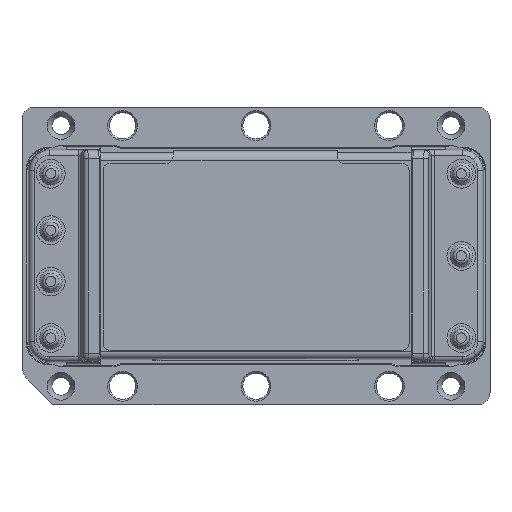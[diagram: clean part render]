
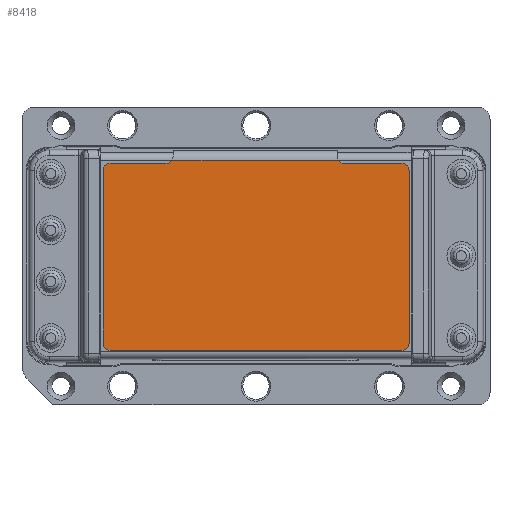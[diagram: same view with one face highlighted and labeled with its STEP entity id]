
A CAD part, top view. The second image highlights one B-rep face of the part: STEP entity #8418.
In plain terms, the highlighted planar face has unit normal (0, 0, 1).
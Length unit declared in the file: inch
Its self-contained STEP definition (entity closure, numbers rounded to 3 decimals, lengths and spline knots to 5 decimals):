
#351 = DIRECTION ( 'NONE',  ( 0., 0., 1. ) ) ;
#352 = CARTESIAN_POINT ( 'NONE',  ( 0.37966, 0.91735, 0.07319 ) ) ;
#353 = AXIS2_PLACEMENT_3D ( 'NONE', #352, #351, #405 ) ;
#356 = CARTESIAN_POINT ( 'NONE',  ( 0.09966, 0.95235, 0.07319 ) ) ;
#361 = CIRCLE ( 'NONE', #353, 0.035 ) ;
#363 = DIRECTION ( 'NONE',  ( 1., 0., 0. ) ) ;
#364 = DIRECTION ( 'NONE',  ( 0., 0., 1. ) ) ;
#365 = CARTESIAN_POINT ( 'NONE',  ( 0.37966, 0.07735, 0.07319 ) ) ;
#366 = AXIS2_PLACEMENT_3D ( 'NONE', #365, #364, #363 ) ;
#377 = CIRCLE ( 'NONE', #366, 0.035 ) ;
#405 = DIRECTION ( 'NONE',  ( 1., 0., 0. ) ) ;
#431 = DIRECTION ( 'NONE',  ( -1., 0., 0. ) ) ;
#432 = VECTOR ( 'NONE', #431, 39.37008 ) ;
#433 = CARTESIAN_POINT ( 'NONE',  ( 0.37966, 0.95235, 0.07319 ) ) ;
#434 = LINE ( 'NONE', #433, #432 ) ;
#437 = CARTESIAN_POINT ( 'NONE',  ( 0.41466, 0.91735, 0.07319 ) ) ;
#481 = CIRCLE ( 'NONE', #506, 0.035 ) ;
#482 = CARTESIAN_POINT ( 'NONE',  ( -0.77034, 0.95235, 0.07319 ) ) ;
#490 = CARTESIAN_POINT ( 'NONE',  ( 0.37966, 0.95235, 0.07319 ) ) ;
#503 = DIRECTION ( 'NONE',  ( 1., 0., 0. ) ) ;
#504 = DIRECTION ( 'NONE',  ( 0., 0., 1. ) ) ;
#505 = CARTESIAN_POINT ( 'NONE',  ( -1.04134, 0.07735, 0.07319 ) ) ;
#506 = AXIS2_PLACEMENT_3D ( 'NONE', #505, #504, #503 ) ;
#522 = CARTESIAN_POINT ( 'NONE',  ( -1.04134, 0.04235, 0.07319 ) ) ;
#553 = DIRECTION ( 'NONE',  ( 1., 0., 0. ) ) ;
#554 = VECTOR ( 'NONE', #553, 39.37008 ) ;
#555 = CARTESIAN_POINT ( 'NONE',  ( 0.37966, 0.04235, 0.07319 ) ) ;
#556 = LINE ( 'NONE', #555, #554 ) ;
#558 = DIRECTION ( 'NONE',  ( 0., -1., 0. ) ) ;
#559 = VECTOR ( 'NONE', #558, 39.37008 ) ;
#562 = CARTESIAN_POINT ( 'NONE',  ( -1.07634, 0.07735, 0.07319 ) ) ;
#564 = CARTESIAN_POINT ( 'NONE',  ( -1.07634, 0.91735, 0.07319 ) ) ;
#565 = LINE ( 'NONE', #564, #559 ) ;
#567 = CARTESIAN_POINT ( 'NONE',  ( -1.07634, 0.91735, 0.07319 ) ) ;
#570 = DIRECTION ( 'NONE',  ( 0., 1., 0. ) ) ;
#571 = VECTOR ( 'NONE', #570, 39.37008 ) ;
#572 = CARTESIAN_POINT ( 'NONE',  ( 0.41466, 0.91735, 0.07319 ) ) ;
#573 = LINE ( 'NONE', #572, #571 ) ;
#575 = CARTESIAN_POINT ( 'NONE',  ( 0.37966, 0.04235, 0.07319 ) ) ;
#581 = CARTESIAN_POINT ( 'NONE',  ( -1.04134, 0.95235, 0.07319 ) ) ;
#631 = DIRECTION ( 'NONE',  ( 1., 0., 0. ) ) ;
#632 = DIRECTION ( 'NONE',  ( 0., 0., -1. ) ) ;
#637 = CARTESIAN_POINT ( 'NONE',  ( -0.74055, 0.96897, 0.07319 ) ) ;
#644 = AXIS2_PLACEMENT_3D ( 'NONE', #655, #632, #631 ) ;
#655 = CARTESIAN_POINT ( 'NONE',  ( -0.77034, 0.98735, 0.07319 ) ) ;
#657 = CIRCLE ( 'NONE', #644, 0.035 ) ;
#668 = CARTESIAN_POINT ( 'NONE',  ( -0.77034, 0.95235, 0.07319 ) ) ;
#669 = LINE ( 'NONE', #668, #699 ) ;
#698 = DIRECTION ( 'NONE',  ( -1., 0., 0. ) ) ;
#699 = VECTOR ( 'NONE', #698, 39.37008 ) ;
#712 = CIRCLE ( 'NONE', #748, 0.035 ) ;
#747 = CARTESIAN_POINT ( 'NONE',  ( -1.04134, 0.91735, 0.07319 ) ) ;
#748 = AXIS2_PLACEMENT_3D ( 'NONE', #747, #790, #789 ) ;
#789 = DIRECTION ( 'NONE',  ( -1., 0., 0. ) ) ;
#790 = DIRECTION ( 'NONE',  ( 0., 0., 1. ) ) ;
#949 = CARTESIAN_POINT ( 'NONE',  ( 0.06988, 0.96897, 0.07319 ) ) ;
#1076 = DIRECTION ( 'NONE',  ( -1., 0., 0. ) ) ;
#1077 = DIRECTION ( 'NONE',  ( 0., 0., -1. ) ) ;
#1078 = CARTESIAN_POINT ( 'NONE',  ( 0.09966, 0.98735, 0.07319 ) ) ;
#1079 = AXIS2_PLACEMENT_3D ( 'NONE', #1078, #1077, #1076 ) ;
#1084 = CIRCLE ( 'NONE', #1079, 0.035 ) ;
#1088 = LINE ( 'NONE', #1095, #1094 ) ;
#1092 = PLANE ( 'NONE',  #1128 ) ;
#1093 = DIRECTION ( 'NONE',  ( 1., 0., 0. ) ) ;
#1094 = VECTOR ( 'NONE', #1093, 39.37008 ) ;
#1095 = CARTESIAN_POINT ( 'NONE',  ( -1.04134, 0.96897, 0.07319 ) ) ;
#1113 = FACE_OUTER_BOUND ( 'NONE', #8348, .T. ) ;
#1125 = DIRECTION ( 'NONE',  ( -1., 0., 0. ) ) ;
#1126 = DIRECTION ( 'NONE',  ( 0., 0., 1. ) ) ;
#1127 = CARTESIAN_POINT ( 'NONE',  ( -1.04134, 0.91735, 0.07319 ) ) ;
#1128 = AXIS2_PLACEMENT_3D ( 'NONE', #1127, #1126, #1125 ) ;
#3337 = CARTESIAN_POINT ( 'NONE',  ( 0.41466, 0.07735, 0.07319 ) ) ;
#8189 = EDGE_CURVE ( 'NONE', #8256, #8710, #377, .T. ) ;
#8193 = EDGE_CURVE ( 'NONE', #8204, #8221, #361, .T. ) ;
#8199 = VERTEX_POINT ( 'NONE', #356 ) ;
#8203 = EDGE_CURVE ( 'NONE', #8221, #8199, #434, .T. ) ;
#8204 = VERTEX_POINT ( 'NONE', #437 ) ;
#8221 = VERTEX_POINT ( 'NONE', #490 ) ;
#8223 = VERTEX_POINT ( 'NONE', #482 ) ;
#8228 = EDGE_CURVE ( 'NONE', #8247, #8240, #481, .T. ) ;
#8235 = VERTEX_POINT ( 'NONE', #567 ) ;
#8240 = VERTEX_POINT ( 'NONE', #522 ) ;
#8241 = EDGE_CURVE ( 'NONE', #8235, #8247, #565, .T. ) ;
#8242 = EDGE_CURVE ( 'NONE', #8240, #8256, #556, .T. ) ;
#8247 = VERTEX_POINT ( 'NONE', #562 ) ;
#8252 = VERTEX_POINT ( 'NONE', #581 ) ;
#8255 = EDGE_CURVE ( 'NONE', #8710, #8204, #573, .T. ) ;
#8256 = VERTEX_POINT ( 'NONE', #575 ) ;
#8273 = EDGE_CURVE ( 'NONE', #8274, #8223, #657, .T. ) ;
#8274 = VERTEX_POINT ( 'NONE', #637 ) ;
#8290 = EDGE_CURVE ( 'NONE', #8223, #8252, #669, .T. ) ;
#8303 = EDGE_CURVE ( 'NONE', #8252, #8235, #712, .T. ) ;
#8348 = EDGE_LOOP ( 'NONE', ( #8419, #8417, #8406, #8414, #8413, #8408, #8405, #8410, #8407, #8411, #8409, #12748 ) ) ;
#8359 = VERTEX_POINT ( 'NONE', #949 ) ;
#8387 = EDGE_CURVE ( 'NONE', #8199, #8359, #1084, .T. ) ;
#8405 = ORIENTED_EDGE ( 'NONE', *, *, #8242, .T. ) ;
#8406 = ORIENTED_EDGE ( 'NONE', *, *, #8290, .T. ) ;
#8407 = ORIENTED_EDGE ( 'NONE', *, *, #8255, .T. ) ;
#8408 = ORIENTED_EDGE ( 'NONE', *, *, #8228, .T. ) ;
#8409 = ORIENTED_EDGE ( 'NONE', *, *, #8203, .T. ) ;
#8410 = ORIENTED_EDGE ( 'NONE', *, *, #8189, .T. ) ;
#8411 = ORIENTED_EDGE ( 'NONE', *, *, #8193, .T. ) ;
#8413 = ORIENTED_EDGE ( 'NONE', *, *, #8241, .T. ) ;
#8414 = ORIENTED_EDGE ( 'NONE', *, *, #8303, .T. ) ;
#8415 = EDGE_CURVE ( 'NONE', #8274, #8359, #1088, .T. ) ;
#8417 = ORIENTED_EDGE ( 'NONE', *, *, #8273, .T. ) ;
#8418 = ADVANCED_FACE ( 'NONE', ( #1113 ), #1092, .T. ) ;
#8419 = ORIENTED_EDGE ( 'NONE', *, *, #8415, .F. ) ;
#8710 = VERTEX_POINT ( 'NONE', #3337 ) ;
#12748 = ORIENTED_EDGE ( 'NONE', *, *, #8387, .T. ) ;
